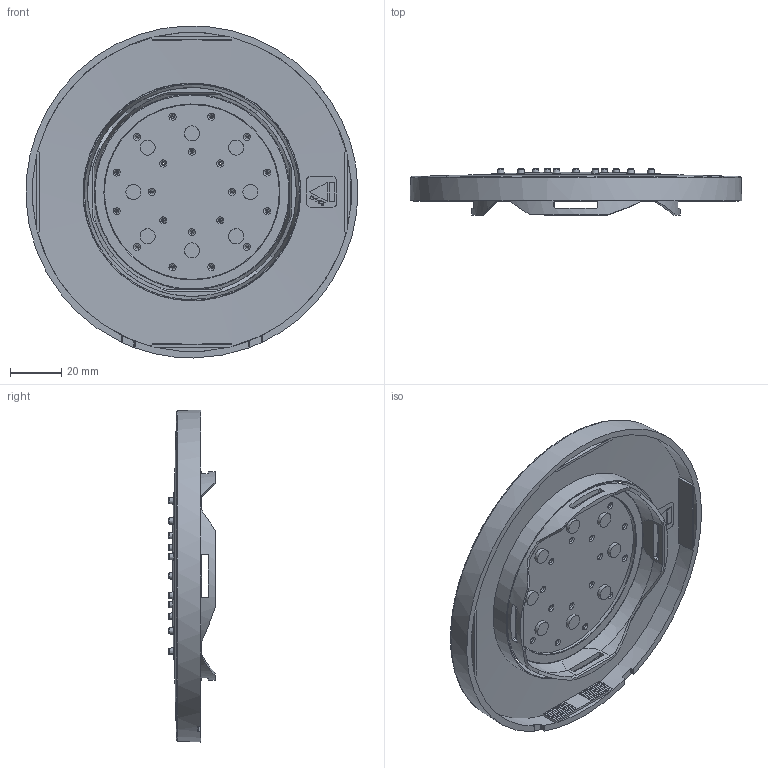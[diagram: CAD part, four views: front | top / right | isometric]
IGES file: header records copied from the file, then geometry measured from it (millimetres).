
Start section: C
Global section: file name: M130.igs; native system: By Siemens PLM Incorporated; preprocessor: XPlus GENERIC/IGES 18.0.17; author: Author; organization: Title; date: 20160421.093917; units: millimetre
Bounding box: 129.88 x 18.1 x 129.95 mm (x, y, z)
Volume: 54460.8 mm3; surface area: 56092.8 mm2
Topology: 3 solids, 3 shells, 710 faces, 1984 edges, 1344 vertices
Faces by surface type: bspline 710
